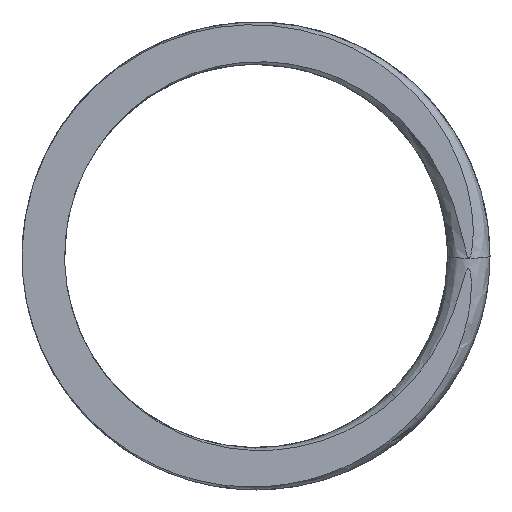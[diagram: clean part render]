
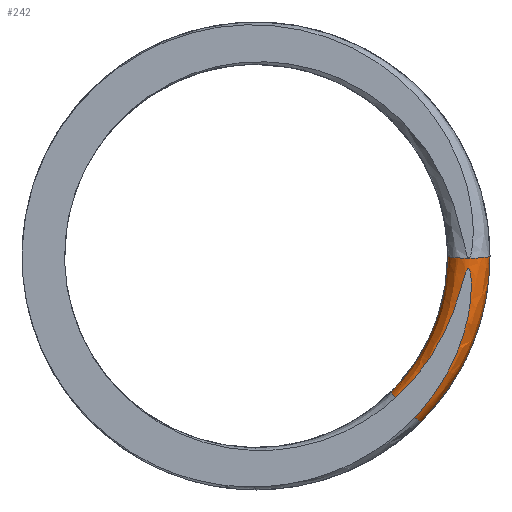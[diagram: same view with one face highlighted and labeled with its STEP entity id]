
A CAD part, front view. The second image highlights one B-rep face of the part: STEP entity #242.
In plain terms, the highlighted free-form (B-spline) face has degree [3, 3] with [10, 5] control points.
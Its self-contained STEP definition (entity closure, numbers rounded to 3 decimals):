
#26=CIRCLE('',#280,2.);
#27=CIRCLE('',#281,2.);
#28=CIRCLE('',#282,2.);
#29=CIRCLE('',#283,2.);
#30=CIRCLE('',#284,2.);
#45=B_SPLINE_SURFACE_WITH_KNOTS('',3,3,((#1294,#1295,#1296,#1297,#1298),
(#1299,#1300,#1301,#1302,#1303),(#1304,#1305,#1306,#1307,#1308),(#1309,
#1310,#1311,#1312,#1313),(#1314,#1315,#1316,#1317,#1318),(#1319,#1320,#1321,
#1322,#1323),(#1324,#1325,#1326,#1327,#1328),(#1329,#1330,#1331,#1332,#1333),
(#1334,#1335,#1336,#1337,#1338),(#1339,#1340,#1341,#1342,#1343)),
 .UNSPECIFIED.,.T.,.F.,.F.,(4,1,1,1,1,1,1,4),(4,1,4),(-3.142,
-2.244,-1.346,-0.449,0.449,
1.346,2.244,3.142),(0.,0.337,
0.785),.UNSPECIFIED.);
#60=FACE_OUTER_BOUND('',#75,.T.);
#75=EDGE_LOOP('',(#199,#200,#201,#202,#203,#204,#205));
#90=B_SPLINE_CURVE_WITH_KNOTS('',3,(#1345,#1346,#1347,#1348,#1349),
 .UNSPECIFIED.,.F.,.F.,(4,1,4),(0.,0.337,0.785),
 .UNSPECIFIED.);
#107=VERTEX_POINT('',#947);
#109=VERTEX_POINT('',#1229);
#110=VERTEX_POINT('',#1240);
#111=VERTEX_POINT('',#1344);
#112=VERTEX_POINT('',#1350);
#140=EDGE_CURVE('',#110,#109,#26,.T.);
#141=EDGE_CURVE('',#107,#110,#27,.T.);
#142=EDGE_CURVE('',#109,#107,#28,.T.);
#143=EDGE_CURVE('',#111,#109,#90,.T.);
#144=EDGE_CURVE('',#112,#111,#29,.T.);
#145=EDGE_CURVE('',#111,#112,#30,.T.);
#199=ORIENTED_EDGE('',*,*,#142,.T.);
#200=ORIENTED_EDGE('',*,*,#141,.T.);
#201=ORIENTED_EDGE('',*,*,#140,.T.);
#202=ORIENTED_EDGE('',*,*,#143,.F.);
#203=ORIENTED_EDGE('',*,*,#144,.F.);
#204=ORIENTED_EDGE('',*,*,#145,.F.);
#205=ORIENTED_EDGE('',*,*,#143,.T.);
#242=ADVANCED_FACE('',(#60),#45,.T.);
#280=AXIS2_PLACEMENT_3D('',#1241,#319,#320);
#281=AXIS2_PLACEMENT_3D('',#1242,#321,#322);
#282=AXIS2_PLACEMENT_3D('',#1293,#323,#324);
#283=AXIS2_PLACEMENT_3D('',#1351,#325,#326);
#284=AXIS2_PLACEMENT_3D('',#1352,#327,#328);
#319=DIRECTION('center_axis',(0.,0.105,-0.994));
#320=DIRECTION('ref_axis',(-1.,0.,0.));
#321=DIRECTION('center_axis',(0.,0.105,-0.994));
#322=DIRECTION('ref_axis',(-1.,0.,0.));
#323=DIRECTION('center_axis',(0.,0.105,-0.994));
#324=DIRECTION('ref_axis',(-1.,0.,0.));
#325=DIRECTION('center_axis',(-0.703,0.105,-0.703));
#326=DIRECTION('ref_axis',(-0.707,0.,0.707));
#327=DIRECTION('center_axis',(-0.703,0.105,-0.703));
#328=DIRECTION('ref_axis',(-0.707,0.,0.707));
#947=CARTESIAN_POINT('',(20.,-5.234,-0.211));
#1229=CARTESIAN_POINT('',(22.,-3.245,0.));
#1240=CARTESIAN_POINT('',(18.,-3.245,0.));
#1241=CARTESIAN_POINT('Origin',(20.,-3.245,0.));
#1242=CARTESIAN_POINT('Origin',(20.,-3.245,0.));
#1293=CARTESIAN_POINT('Origin',(20.,-3.245,0.));
#1294=CARTESIAN_POINT('Ctrl Pts',(15.556,-2.745,-15.556));
#1295=CARTESIAN_POINT('Ctrl Pts',(17.302,-2.816,-13.811));
#1296=CARTESIAN_POINT('Ctrl Pts',(20.685,-2.983,-9.047));
#1297=CARTESIAN_POINT('Ctrl Pts',(22.,-3.15,-3.291));
#1298=CARTESIAN_POINT('Ctrl Pts',(22.,-3.245,0.));
#1299=CARTESIAN_POINT('Ctrl Pts',(15.601,-2.15,-15.512));
#1300=CARTESIAN_POINT('Ctrl Pts',(17.342,-2.221,-13.761));
#1301=CARTESIAN_POINT('Ctrl Pts',(20.711,-2.388,-8.988));
#1302=CARTESIAN_POINT('Ctrl Pts',(22.009,-2.555,-3.229));
#1303=CARTESIAN_POINT('Ctrl Pts',(22.,-2.65,0.063));
#1304=CARTESIAN_POINT('Ctrl Pts',(15.286,-0.966,-15.019));
#1305=CARTESIAN_POINT('Ctrl Pts',(16.971,-1.037,-13.305));
#1306=CARTESIAN_POINT('Ctrl Pts',(20.225,-1.204,-8.635));
#1307=CARTESIAN_POINT('Ctrl Pts',(21.457,-1.371,-3.017));
#1308=CARTESIAN_POINT('Ctrl Pts',(21.429,-1.466,0.188));
#1309=CARTESIAN_POINT('Ctrl Pts',(13.948,-0.525,-13.615));
#1310=CARTESIAN_POINT('Ctrl Pts',(15.475,-0.597,-12.05));
#1311=CARTESIAN_POINT('Ctrl Pts',(18.421,-0.764,-7.794));
#1312=CARTESIAN_POINT('Ctrl Pts',(19.525,-0.93,-2.681));
#1313=CARTESIAN_POINT('Ctrl Pts',(19.49,-1.025,0.235));
#1314=CARTESIAN_POINT('Ctrl Pts',(12.758,-1.757,-12.61));
#1315=CARTESIAN_POINT('Ctrl Pts',(14.172,-1.829,-11.178));
#1316=CARTESIAN_POINT('Ctrl Pts',(16.908,-1.995,-7.278));
#1317=CARTESIAN_POINT('Ctrl Pts',(17.953,-2.162,-2.579));
#1318=CARTESIAN_POINT('Ctrl Pts',(17.938,-2.257,0.105));
#1319=CARTESIAN_POINT('Ctrl Pts',(12.61,-3.733,-12.757));
#1320=CARTESIAN_POINT('Ctrl Pts',(14.041,-3.804,-11.343));
#1321=CARTESIAN_POINT('Ctrl Pts',(16.822,-3.971,-7.475));
#1322=CARTESIAN_POINT('Ctrl Pts',(17.922,-4.137,-2.788));
#1323=CARTESIAN_POINT('Ctrl Pts',(17.937,-4.233,-0.105));
#1324=CARTESIAN_POINT('Ctrl Pts',(13.615,-4.965,-13.948));
#1325=CARTESIAN_POINT('Ctrl Pts',(15.18,-5.037,-12.42));
#1326=CARTESIAN_POINT('Ctrl Pts',(18.228,-5.203,-8.236));
#1327=CARTESIAN_POINT('Ctrl Pts',(19.455,-5.37,-3.151));
#1328=CARTESIAN_POINT('Ctrl Pts',(19.49,-5.465,-0.235));
#1329=CARTESIAN_POINT('Ctrl Pts',(15.019,-4.524,-15.285));
#1330=CARTESIAN_POINT('Ctrl Pts',(16.734,-4.595,-13.6));
#1331=CARTESIAN_POINT('Ctrl Pts',(20.069,-4.762,-8.989));
#1332=CARTESIAN_POINT('Ctrl Pts',(21.4,-4.928,-3.394));
#1333=CARTESIAN_POINT('Ctrl Pts',(21.428,-5.024,-0.188));
#1334=CARTESIAN_POINT('Ctrl Pts',(15.512,-3.34,-15.601));
#1335=CARTESIAN_POINT('Ctrl Pts',(17.263,-3.411,-13.86));
#1336=CARTESIAN_POINT('Ctrl Pts',(20.659,-3.578,-9.106));
#1337=CARTESIAN_POINT('Ctrl Pts',(21.991,-3.745,-3.355));
#1338=CARTESIAN_POINT('Ctrl Pts',(22.,-3.84,-0.063));
#1339=CARTESIAN_POINT('Ctrl Pts',(15.556,-2.745,-15.556));
#1340=CARTESIAN_POINT('Ctrl Pts',(17.302,-2.816,-13.811));
#1341=CARTESIAN_POINT('Ctrl Pts',(20.685,-2.983,-9.047));
#1342=CARTESIAN_POINT('Ctrl Pts',(22.,-3.15,-3.291));
#1343=CARTESIAN_POINT('Ctrl Pts',(22.,-3.245,0.));
#1344=CARTESIAN_POINT('',(15.556,-2.745,-15.556));
#1345=CARTESIAN_POINT('Ctrl Pts',(15.556,-2.745,-15.556));
#1346=CARTESIAN_POINT('Ctrl Pts',(17.302,-2.816,-13.811));
#1347=CARTESIAN_POINT('Ctrl Pts',(20.685,-2.983,-9.047));
#1348=CARTESIAN_POINT('Ctrl Pts',(22.,-3.15,-3.291));
#1349=CARTESIAN_POINT('Ctrl Pts',(22.,-3.245,0.));
#1350=CARTESIAN_POINT('',(12.728,-2.745,-12.728));
#1351=CARTESIAN_POINT('Origin',(14.142,-2.745,-14.142));
#1352=CARTESIAN_POINT('Origin',(14.142,-2.745,-14.142));
